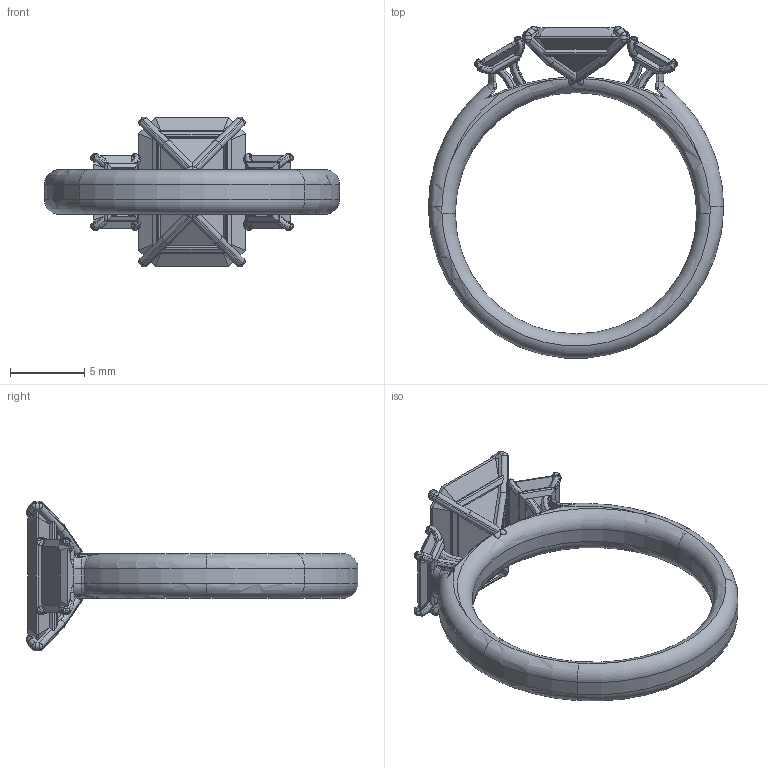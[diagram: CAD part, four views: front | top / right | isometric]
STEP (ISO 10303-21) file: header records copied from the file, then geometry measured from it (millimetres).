
FILE_DESCRIPTION (( 'STEP AP214' ), '1' );
FILE_NAME ('three stone 3ct main stone radiant diamond ring.step', '2024-03-20T23:36:40', ( '' ), ( '' ), 'SwSTEP 2.0', 'SolidWorks 2023', '' );
FILE_SCHEMA (( 'AUTOMOTIVE_DESIGN' ));
Length unit declared in the file: millimetre
Products named in the file (1): three stone 3ct main stone radiant diamond ring
Bounding box: 19.81 x 22.28 x 10.06 mm (x, y, z)
Volume: 397.8 mm3; surface area: 854.8 mm2
Topology: 4 solids, 4 shells, 719 faces, 1859 edges, 1122 vertices
Faces by surface type: plane 290, cylinder 211, bspline 108, torus 58, sphere 52
Entity records: 24571 total; most frequent: CARTESIAN_POINT 8399, ORIENTED_EDGE 3718, DIRECTION 2967, EDGE_CURVE 1859, VERTEX_POINT 1122, AXIS2_PLACEMENT_3D 1056, LINE 855, VECTOR 855
